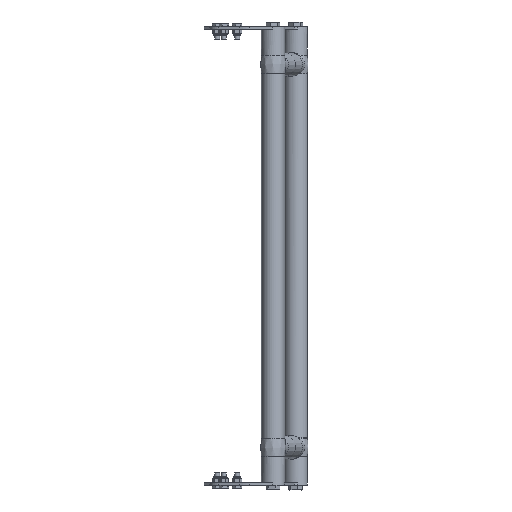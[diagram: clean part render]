
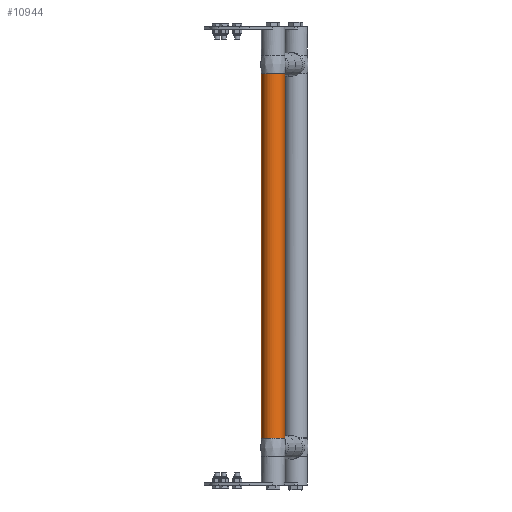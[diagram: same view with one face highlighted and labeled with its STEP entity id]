
A CAD part, left-side view. The second image highlights one B-rep face of the part: STEP entity #10944.
In plain terms, the highlighted cylindrical face has radius 18 mm (diameter 36 mm), a full revolution.
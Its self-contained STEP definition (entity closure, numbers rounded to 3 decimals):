
#1393=B_SPLINE_CURVE_WITH_KNOTS('',3,(#19706,#19707,#19708,#19709),
 .UNSPECIFIED.,.F.,.F.,(4,4),(0.,0.001),.UNSPECIFIED.);
#1396=B_SPLINE_CURVE_WITH_KNOTS('',3,(#19738,#19739,#19740,#19741),
 .UNSPECIFIED.,.F.,.F.,(4,4),(0.,0.001),.UNSPECIFIED.);
#1398=B_SPLINE_CURVE_WITH_KNOTS('',3,(#19748,#19749,#19750,#19751,#19752,
#19753,#19754,#19755,#19756),.UNSPECIFIED.,.F.,.F.,(4,1,1,1,1,1,4),(0.006,
0.012,0.015,0.018,0.024,
0.027,0.03),.UNSPECIFIED.);
#1423=B_SPLINE_CURVE_WITH_KNOTS('',3,(#20267,#20268,#20269,#20270),
 .UNSPECIFIED.,.F.,.F.,(4,4),(0.,0.001),.UNSPECIFIED.);
#1424=B_SPLINE_CURVE_WITH_KNOTS('',3,(#20272,#20273,#20274,#20275,#20276,
#20277,#20278,#20279,#20280),.UNSPECIFIED.,.F.,.F.,(4,1,1,1,1,1,4),(0.006,
0.012,0.015,0.018,0.024,
0.027,0.03),.UNSPECIFIED.);
#1425=B_SPLINE_CURVE_WITH_KNOTS('',3,(#20282,#20283,#20284,#20285),
 .UNSPECIFIED.,.F.,.F.,(4,4),(0.,0.001),.UNSPECIFIED.);
#3548=ORIENTED_EDGE('',*,*,#4681,.F.);
#3549=ORIENTED_EDGE('',*,*,#4679,.F.);
#3550=ORIENTED_EDGE('',*,*,#4677,.F.);
#3551=ORIENTED_EDGE('',*,*,#4675,.T.);
#3552=ORIENTED_EDGE('',*,*,#4710,.F.);
#3553=ORIENTED_EDGE('',*,*,#4711,.F.);
#3554=ORIENTED_EDGE('',*,*,#4686,.F.);
#3555=ORIENTED_EDGE('',*,*,#4709,.T.);
#4675=EDGE_CURVE('',#5385,#5384,#1393,.T.);
#4677=EDGE_CURVE('',#5385,#5386,#5752,.T.);
#4679=EDGE_CURVE('',#5386,#5387,#1396,.T.);
#4681=EDGE_CURVE('',#5387,#5384,#1398,.T.);
#4686=EDGE_CURVE('',#5391,#5392,#5755,.T.);
#4709=EDGE_CURVE('',#5391,#5405,#1423,.T.);
#4710=EDGE_CURVE('',#5406,#5405,#1424,.T.);
#4711=EDGE_CURVE('',#5392,#5406,#1425,.T.);
#5384=VERTEX_POINT('',#19705);
#5385=VERTEX_POINT('',#19710);
#5386=VERTEX_POINT('',#19717);
#5387=VERTEX_POINT('',#19742);
#5391=VERTEX_POINT('',#19779);
#5392=VERTEX_POINT('',#19781);
#5405=VERTEX_POINT('',#20266);
#5406=VERTEX_POINT('',#20281);
#5752=CIRCLE('',#11657,18.);
#5755=CIRCLE('',#11663,18.);
#6308=EDGE_LOOP('',(#3548,#3549,#3550,#3551));
#6309=EDGE_LOOP('',(#3552,#3553,#3554,#3555));
#6893=FACE_BOUND('',#6308,.T.);
#6894=FACE_BOUND('',#6309,.T.);
#6980=CYLINDRICAL_SURFACE('',#11666,18.);
#10944=ADVANCED_FACE('',(#6893,#6894),#6980,.T.);
#11657=AXIS2_PLACEMENT_3D('',#19716,#13258,#13259);
#11663=AXIS2_PLACEMENT_3D('',#19780,#13270,#13271);
#11666=AXIS2_PLACEMENT_3D('',#20271,#13276,#13277);
#13258=DIRECTION('',(0.,0.,-1.));
#13259=DIRECTION('',(0.,1.,0.));
#13270=DIRECTION('',(0.,0.,1.));
#13271=DIRECTION('',(0.,-1.,0.));
#13276=DIRECTION('',(0.,0.,-1.));
#13277=DIRECTION('',(0.,1.,0.));
#19705=CARTESIAN_POINT('',(-481.18,469.519,-777.093));
#19706=CARTESIAN_POINT('',(-481.934,469.011,-777.182));
#19707=CARTESIAN_POINT('',(-481.675,469.176,-777.178));
#19708=CARTESIAN_POINT('',(-481.424,469.345,-777.144));
#19709=CARTESIAN_POINT('',(-481.18,469.519,-777.093));
#19710=CARTESIAN_POINT('',(-481.934,469.011,-777.176));
#19716=CARTESIAN_POINT('',(-491.611,484.188,-777.171));
#19717=CARTESIAN_POINT('',(-474.729,490.431,-777.176));
#19738=CARTESIAN_POINT('',(-474.729,490.431,-777.182));
#19739=CARTESIAN_POINT('',(-474.622,490.143,-777.178));
#19740=CARTESIAN_POINT('',(-474.525,489.857,-777.144));
#19741=CARTESIAN_POINT('',(-474.435,489.571,-777.093));
#19742=CARTESIAN_POINT('',(-474.435,489.571,-777.093));
#19748=CARTESIAN_POINT('',(-474.435,489.571,-777.093));
#19749=CARTESIAN_POINT('',(-473.924,487.94,-776.062));
#19750=CARTESIAN_POINT('',(-473.463,485.235,-774.737));
#19751=CARTESIAN_POINT('',(-473.754,481.346,-773.756));
#19752=CARTESIAN_POINT('',(-474.713,477.433,-773.412));
#19753=CARTESIAN_POINT('',(-476.627,473.897,-774.11));
#19754=CARTESIAN_POINT('',(-479.136,471.119,-775.631));
#19755=CARTESIAN_POINT('',(-480.485,470.013,-776.578));
#19756=CARTESIAN_POINT('',(-481.18,469.519,-777.093));
#19779=CARTESIAN_POINT('',(-474.729,490.431,-213.4));
#19780=CARTESIAN_POINT('',(-491.611,484.188,-213.405));
#19781=CARTESIAN_POINT('',(-481.934,469.011,-213.4));
#20266=CARTESIAN_POINT('',(-474.435,489.571,-213.483));
#20267=CARTESIAN_POINT('',(-474.729,490.431,-213.394));
#20268=CARTESIAN_POINT('',(-474.622,490.143,-213.397));
#20269=CARTESIAN_POINT('',(-474.525,489.857,-213.432));
#20270=CARTESIAN_POINT('',(-474.435,489.571,-213.483));
#20271=CARTESIAN_POINT('',(-491.611,484.188,-140.288));
#20272=CARTESIAN_POINT('',(-481.18,469.519,-213.483));
#20273=CARTESIAN_POINT('',(-479.787,470.509,-214.514));
#20274=CARTESIAN_POINT('',(-477.786,472.386,-215.839));
#20275=CARTESIAN_POINT('',(-475.666,475.66,-216.82));
#20276=CARTESIAN_POINT('',(-474.066,479.357,-217.164));
#20277=CARTESIAN_POINT('',(-473.454,483.331,-216.466));
#20278=CARTESIAN_POINT('',(-473.774,487.061,-214.945));
#20279=CARTESIAN_POINT('',(-474.18,488.757,-213.997));
#20280=CARTESIAN_POINT('',(-474.435,489.571,-213.483));
#20281=CARTESIAN_POINT('',(-481.18,469.519,-213.483));
#20282=CARTESIAN_POINT('',(-481.934,469.011,-213.394));
#20283=CARTESIAN_POINT('',(-481.675,469.176,-213.397));
#20284=CARTESIAN_POINT('',(-481.424,469.345,-213.432));
#20285=CARTESIAN_POINT('',(-481.18,469.519,-213.483));
